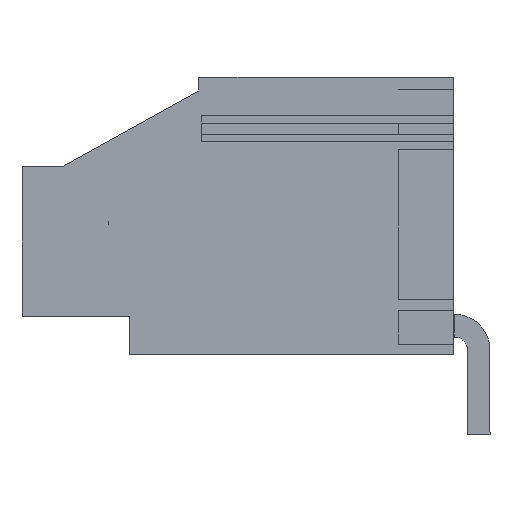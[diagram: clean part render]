
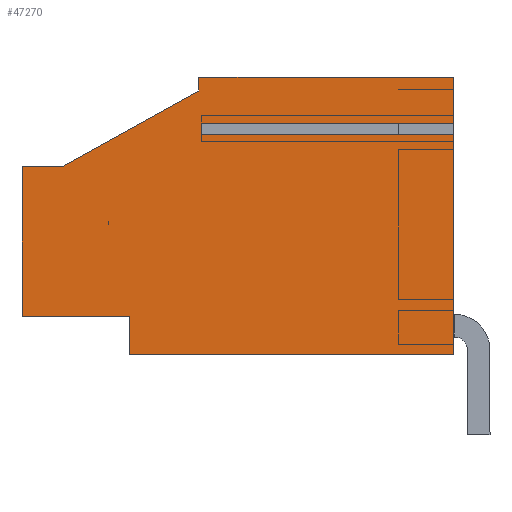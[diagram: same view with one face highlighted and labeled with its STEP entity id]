
A CAD part, left-side view. The second image highlights one B-rep face of the part: STEP entity #47270.
In plain terms, the highlighted planar face has unit normal (-1, 0, 0).
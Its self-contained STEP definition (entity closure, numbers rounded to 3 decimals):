
#47234=AXIS2_PLACEMENT_3D('Plane Axis2P3D',#47231,#47232,#47233) ;
#46816=CARTESIAN_POINT('Vertex',(-86.36,18.57,11.963)) ;
#46823=CARTESIAN_POINT('Vertex',(-86.36,18.57,6.022)) ;
#46826=CARTESIAN_POINT('Line Origine',(-86.36,18.57,8.992)) ;
#46859=CARTESIAN_POINT('Vertex',(-86.36,16.958,11.963)) ;
#46862=CARTESIAN_POINT('Line Origine',(-86.36,17.764,11.963)) ;
#46883=CARTESIAN_POINT('Vertex',(-86.36,11.55,14.961)) ;
#46886=CARTESIAN_POINT('Line Origine',(-86.36,14.254,13.462)) ;
#46910=CARTESIAN_POINT('Line Origine',(-86.36,11.55,15.239)) ;
#46914=CARTESIAN_POINT('Vertex',(-86.36,11.55,15.517)) ;
#46934=CARTESIAN_POINT('Line Origine',(-86.36,6.5,15.517)) ;
#46938=CARTESIAN_POINT('Vertex',(-86.36,1.45,15.517)) ;
#46976=CARTESIAN_POINT('Vertex',(-86.36,1.45,13.692)) ;
#47018=CARTESIAN_POINT('Vertex',(-86.36,1.45,13.242)) ;
#47021=CARTESIAN_POINT('Line Origine',(-86.36,1.45,8.879)) ;
#47025=CARTESIAN_POINT('Vertex',(-86.36,1.45,4.517)) ;
#47033=CARTESIAN_POINT('Line Origine',(-86.36,1.45,14.604)) ;
#47124=CARTESIAN_POINT('Vertex',(-86.36,14.3,4.517)) ;
#47142=CARTESIAN_POINT('Line Origine',(-86.36,7.875,4.517)) ;
#47175=CARTESIAN_POINT('Vertex',(-86.36,14.3,6.022)) ;
#47178=CARTESIAN_POINT('Line Origine',(-86.36,14.3,5.269)) ;
#47219=CARTESIAN_POINT('Line Origine',(-86.36,16.435,6.022)) ;
#47231=CARTESIAN_POINT('Axis2P3D Location',(-86.36,10.01,10.017)) ;
#47236=CARTESIAN_POINT('Line Origine',(-86.36,6.45,13.242)) ;
#47240=CARTESIAN_POINT('Vertex',(-86.36,11.45,13.242)) ;
#47243=CARTESIAN_POINT('Line Origine',(-86.36,11.45,13.467)) ;
#47247=CARTESIAN_POINT('Vertex',(-86.36,11.45,13.692)) ;
#47250=CARTESIAN_POINT('Line Origine',(-86.36,6.45,13.692)) ;
#46827=DIRECTION('Vector Direction',(0.,0.,1.)) ;
#46863=DIRECTION('Vector Direction',(0.,-1.,0.)) ;
#46887=DIRECTION('Vector Direction',(0.,-0.875,0.485)) ;
#46911=DIRECTION('Vector Direction',(0.,0.,-1.)) ;
#46935=DIRECTION('Vector Direction',(0.,1.,0.)) ;
#47022=DIRECTION('Vector Direction',(0.,0.,1.)) ;
#47034=DIRECTION('Vector Direction',(0.,0.,1.)) ;
#47143=DIRECTION('Vector Direction',(0.,1.,0.)) ;
#47179=DIRECTION('Vector Direction',(0.,0.,1.)) ;
#47220=DIRECTION('Vector Direction',(0.,-1.,0.)) ;
#47232=DIRECTION('Axis2P3D Direction',(-1.,0.,0.)) ;
#47233=DIRECTION('Axis2P3D XDirection',(0.,0.,1.)) ;
#47237=DIRECTION('Vector Direction',(0.,1.,0.)) ;
#47244=DIRECTION('Vector Direction',(0.,0.,1.)) ;
#47251=DIRECTION('Vector Direction',(0.,1.,0.)) ;
#46828=VECTOR('Line Direction',#46827,1.) ;
#46864=VECTOR('Line Direction',#46863,1.) ;
#46888=VECTOR('Line Direction',#46887,1.) ;
#46912=VECTOR('Line Direction',#46911,1.) ;
#46936=VECTOR('Line Direction',#46935,1.) ;
#47023=VECTOR('Line Direction',#47022,1.) ;
#47035=VECTOR('Line Direction',#47034,1.) ;
#47144=VECTOR('Line Direction',#47143,1.) ;
#47180=VECTOR('Line Direction',#47179,1.) ;
#47221=VECTOR('Line Direction',#47220,1.) ;
#47238=VECTOR('Line Direction',#47237,1.) ;
#47245=VECTOR('Line Direction',#47244,1.) ;
#47252=VECTOR('Line Direction',#47251,1.) ;
#47256=ORIENTED_EDGE('',*,*,#47037,.T.) ;
#47257=ORIENTED_EDGE('',*,*,#46940,.T.) ;
#47258=ORIENTED_EDGE('',*,*,#46916,.T.) ;
#47259=ORIENTED_EDGE('',*,*,#46890,.F.) ;
#47260=ORIENTED_EDGE('',*,*,#46866,.F.) ;
#47261=ORIENTED_EDGE('',*,*,#46830,.F.) ;
#47262=ORIENTED_EDGE('',*,*,#47223,.T.) ;
#47263=ORIENTED_EDGE('',*,*,#47182,.F.) ;
#47264=ORIENTED_EDGE('',*,*,#47146,.F.) ;
#47265=ORIENTED_EDGE('',*,*,#47027,.T.) ;
#47266=ORIENTED_EDGE('',*,*,#47242,.T.) ;
#47267=ORIENTED_EDGE('',*,*,#47249,.T.) ;
#47268=ORIENTED_EDGE('',*,*,#47254,.F.) ;
#47270=ADVANCED_FACE('22',(#47269),#47235,.T.) ;
#46830=EDGE_CURVE('',#46824,#46817,#46829,.T.) ;
#46866=EDGE_CURVE('',#46817,#46860,#46865,.T.) ;
#46890=EDGE_CURVE('',#46860,#46884,#46889,.T.) ;
#46916=EDGE_CURVE('',#46915,#46884,#46913,.T.) ;
#46940=EDGE_CURVE('',#46939,#46915,#46937,.T.) ;
#47027=EDGE_CURVE('',#47026,#47019,#47024,.T.) ;
#47037=EDGE_CURVE('',#46977,#46939,#47036,.T.) ;
#47146=EDGE_CURVE('',#47026,#47125,#47145,.T.) ;
#47182=EDGE_CURVE('',#47125,#47176,#47181,.T.) ;
#47223=EDGE_CURVE('',#46824,#47176,#47222,.T.) ;
#47242=EDGE_CURVE('',#47019,#47241,#47239,.T.) ;
#47249=EDGE_CURVE('',#47241,#47248,#47246,.T.) ;
#47254=EDGE_CURVE('',#46977,#47248,#47253,.T.) ;
#47255=EDGE_LOOP('',(#47256,#47257,#47258,#47259,#47260,#47261,#47262,#47263,#47264,#47265,#47266,#47267,#47268)) ;
#47269=FACE_OUTER_BOUND('',#47255,.T.) ;
#46829=LINE('Line',#46826,#46828) ;
#46865=LINE('Line',#46862,#46864) ;
#46889=LINE('Line',#46886,#46888) ;
#46913=LINE('Line',#46910,#46912) ;
#46937=LINE('Line',#46934,#46936) ;
#47024=LINE('Line',#47021,#47023) ;
#47036=LINE('Line',#47033,#47035) ;
#47145=LINE('Line',#47142,#47144) ;
#47181=LINE('Line',#47178,#47180) ;
#47222=LINE('Line',#47219,#47221) ;
#47239=LINE('Line',#47236,#47238) ;
#47246=LINE('Line',#47243,#47245) ;
#47253=LINE('Line',#47250,#47252) ;
#47235=PLANE('',#47234) ;
#46817=VERTEX_POINT('',#46816) ;
#46824=VERTEX_POINT('',#46823) ;
#46860=VERTEX_POINT('',#46859) ;
#46884=VERTEX_POINT('',#46883) ;
#46915=VERTEX_POINT('',#46914) ;
#46939=VERTEX_POINT('',#46938) ;
#46977=VERTEX_POINT('',#46976) ;
#47019=VERTEX_POINT('',#47018) ;
#47026=VERTEX_POINT('',#47025) ;
#47125=VERTEX_POINT('',#47124) ;
#47176=VERTEX_POINT('',#47175) ;
#47241=VERTEX_POINT('',#47240) ;
#47248=VERTEX_POINT('',#47247) ;
